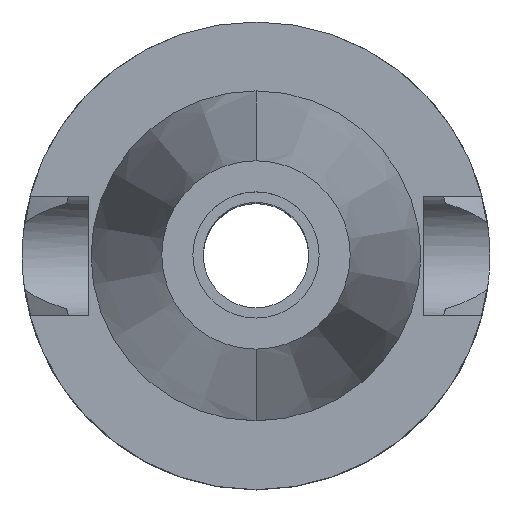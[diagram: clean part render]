
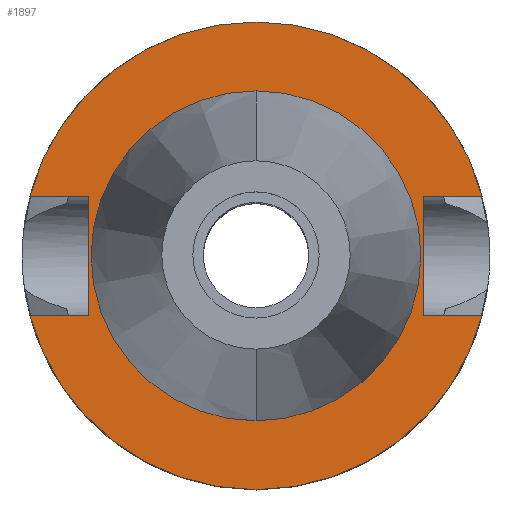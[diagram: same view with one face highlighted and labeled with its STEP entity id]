
A CAD part, top view. The second image highlights one B-rep face of the part: STEP entity #1897.
In plain terms, the highlighted planar face has unit normal (0, 0, 1).
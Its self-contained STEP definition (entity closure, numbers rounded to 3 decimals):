
#760=DIRECTION('',(1.,0.,0.));
#761=VECTOR('',#760,7.954);
#762=CARTESIAN_POINT('',(22.5,8.05,-1.));
#763=LINE('',#762,#761);
#807=DIRECTION('',(0.,1.,0.));
#808=VECTOR('',#807,16.1);
#809=CARTESIAN_POINT('',(-22.5,-8.05,-1.));
#810=LINE('',#809,#808);
#814=DIRECTION('',(-1.,0.,0.));
#815=VECTOR('',#814,7.954);
#816=CARTESIAN_POINT('',(-22.5,8.05,-1.));
#817=LINE('',#816,#815);
#821=CARTESIAN_POINT('',(0.,0.,-1.));
#822=DIRECTION('',(0.,0.,-1.));
#823=DIRECTION('',(-0.967,0.256,0.));
#824=AXIS2_PLACEMENT_3D('',#821,#822,#823);
#829=CARTESIAN_POINT('',(0.,0.,-1.));
#830=DIRECTION('',(0.,0.,-1.));
#831=DIRECTION('',(0.,1.,0.));
#832=AXIS2_PLACEMENT_3D('',#829,#830,#831);
#837=DIRECTION('',(0.,-1.,0.));
#838=VECTOR('',#837,16.1);
#839=CARTESIAN_POINT('',(22.5,8.05,-1.));
#840=LINE('',#839,#838);
#844=DIRECTION('',(1.,0.,0.));
#845=VECTOR('',#844,7.954);
#846=CARTESIAN_POINT('',(22.5,-8.05,-1.));
#847=LINE('',#846,#845);
#851=CARTESIAN_POINT('',(0.,0.,-1.));
#852=DIRECTION('',(0.,0.,-1.));
#853=DIRECTION('',(0.967,-0.256,0.));
#854=AXIS2_PLACEMENT_3D('',#851,#852,#853);
#859=CARTESIAN_POINT('',(0.,0.,-1.));
#860=DIRECTION('',(0.,0.,-1.));
#861=DIRECTION('',(0.,-1.,0.));
#862=AXIS2_PLACEMENT_3D('',#859,#860,#861);
#867=CARTESIAN_POINT('',(0.,0.,-1.));
#868=DIRECTION('',(0.,0.,1.));
#869=DIRECTION('',(0.,-1.,0.));
#870=AXIS2_PLACEMENT_3D('',#867,#868,#869);
#875=CARTESIAN_POINT('',(0.,0.,-1.));
#876=DIRECTION('',(0.,0.,1.));
#877=DIRECTION('',(0.,1.,0.));
#878=AXIS2_PLACEMENT_3D('',#875,#876,#877);
#913=DIRECTION('',(-1.,0.,0.));
#914=VECTOR('',#913,7.954);
#915=CARTESIAN_POINT('',(-22.5,-8.05,-1.));
#916=LINE('',#915,#914);
#1175=CARTESIAN_POINT('',(-22.5,-8.05,-1.));
#1176=VERTEX_POINT('',#1175);
#1177=CARTESIAN_POINT('',(-30.454,-8.05,-1.));
#1178=VERTEX_POINT('',#1177);
#1181=CARTESIAN_POINT('',(-22.5,8.05,-1.));
#1182=VERTEX_POINT('',#1181);
#1183=CARTESIAN_POINT('',(-30.454,8.05,-1.));
#1184=VERTEX_POINT('',#1183);
#1185=CARTESIAN_POINT('',(0.,31.5,-1.));
#1186=CARTESIAN_POINT('',(30.454,8.05,-1.));
#1187=VERTEX_POINT('',#1185);
#1188=VERTEX_POINT('',#1186);
#1189=CARTESIAN_POINT('',(22.5,8.05,-1.));
#1190=VERTEX_POINT('',#1189);
#1191=CARTESIAN_POINT('',(22.5,-8.05,-1.));
#1192=VERTEX_POINT('',#1191);
#1193=CARTESIAN_POINT('',(30.454,-8.05,-1.));
#1194=VERTEX_POINT('',#1193);
#1195=CARTESIAN_POINT('',(0.,-31.5,-1.));
#1196=VERTEX_POINT('',#1195);
#1197=CARTESIAN_POINT('',(0.,-22.225,-1.));
#1198=CARTESIAN_POINT('',(0.,22.225,-1.));
#1199=VERTEX_POINT('',#1197);
#1200=VERTEX_POINT('',#1198);
#1867=CARTESIAN_POINT('',(0.,0.,-1.));
#1868=DIRECTION('',(0.,0.,-1.));
#1869=DIRECTION('',(0.,-1.,0.));
#1870=AXIS2_PLACEMENT_3D('',#1867,#1868,#1869);
#1871=PLANE('',#1870);
#1873=ORIENTED_EDGE('',*,*,#1872,.T.);
#1874=ORIENTED_EDGE('',*,*,#1810,.T.);
#1876=ORIENTED_EDGE('',*,*,#1875,.T.);
#1878=ORIENTED_EDGE('',*,*,#1877,.T.);
#1879=ORIENTED_EDGE('',*,*,#1844,.F.);
#1880=ORIENTED_EDGE('',*,*,#1857,.T.);
#1882=ORIENTED_EDGE('',*,*,#1881,.T.);
#1884=ORIENTED_EDGE('',*,*,#1883,.T.);
#1886=ORIENTED_EDGE('',*,*,#1885,.T.);
#1888=ORIENTED_EDGE('',*,*,#1887,.F.);
#1889=EDGE_LOOP('',(#1873,#1874,#1876,#1878,#1879,#1880,#1882,#1884,#1886,
#1888));
#1890=FACE_OUTER_BOUND('',#1889,.F.);
#1892=ORIENTED_EDGE('',*,*,#1891,.T.);
#1894=ORIENTED_EDGE('',*,*,#1893,.T.);
#1895=EDGE_LOOP('',(#1892,#1894));
#1896=FACE_BOUND('',#1895,.F.);
#825=CIRCLE('',#824,31.5);
#833=CIRCLE('',#832,31.5);
#855=CIRCLE('',#854,31.5);
#863=CIRCLE('',#862,31.5);
#871=CIRCLE('',#870,22.225);
#879=CIRCLE('',#878,22.225);
#1810=EDGE_CURVE('',#1182,#1184,#817,.T.);
#1844=EDGE_CURVE('',#1190,#1188,#763,.T.);
#1857=EDGE_CURVE('',#1190,#1192,#840,.T.);
#1872=EDGE_CURVE('',#1176,#1182,#810,.T.);
#1875=EDGE_CURVE('',#1184,#1187,#825,.T.);
#1877=EDGE_CURVE('',#1187,#1188,#833,.T.);
#1881=EDGE_CURVE('',#1192,#1194,#847,.T.);
#1883=EDGE_CURVE('',#1194,#1196,#855,.T.);
#1885=EDGE_CURVE('',#1196,#1178,#863,.T.);
#1887=EDGE_CURVE('',#1176,#1178,#916,.T.);
#1891=EDGE_CURVE('',#1199,#1200,#871,.T.);
#1893=EDGE_CURVE('',#1200,#1199,#879,.T.);
#1897=ADVANCED_FACE('',(#1890,#1896),#1871,.F.);
